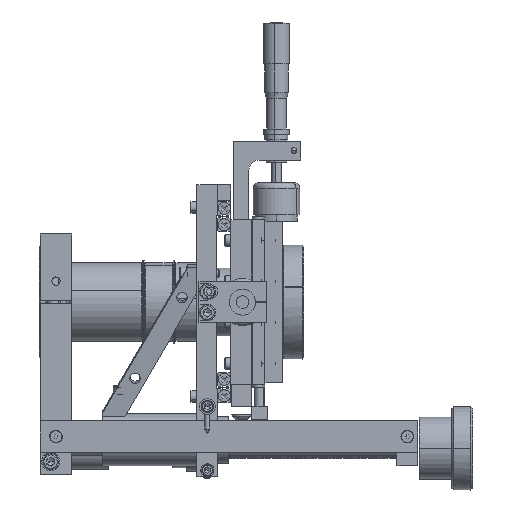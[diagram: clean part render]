
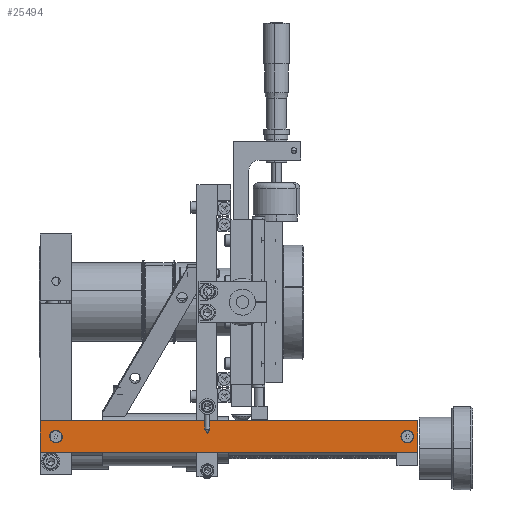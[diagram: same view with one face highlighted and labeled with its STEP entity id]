
A CAD part, left-side view. The second image highlights one B-rep face of the part: STEP entity #25494.
In plain terms, the highlighted planar face has unit normal (-1, 0, 0).
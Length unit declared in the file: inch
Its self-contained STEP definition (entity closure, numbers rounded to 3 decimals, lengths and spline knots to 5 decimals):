
#7973 = AXIS2_PLACEMENT_3D ( 'NONE', #34360, #34363, #34305 ) ;
#22046 = VERTEX_POINT ( 'NONE', #91149 ) ;
#22051 = VERTEX_POINT ( 'NONE', #91107 ) ;
#22066 = VERTEX_POINT ( 'NONE', #91109 ) ;
#22067 = VERTEX_POINT ( 'NONE', #91122 ) ;
#22070 = VERTEX_POINT ( 'NONE', #91115 ) ;
#22077 = VERTEX_POINT ( 'NONE', #91214 ) ;
#22091 = VERTEX_POINT ( 'NONE', #91193 ) ;
#22093 = VERTEX_POINT ( 'NONE', #91199 ) ;
#23727 = EDGE_CURVE ( 'NONE', #22091, #22070, #97839, .T. ) ;
#23764 = EDGE_CURVE ( 'NONE', #22051, #22077, #97914, .T. ) ;
#23768 = EDGE_CURVE ( 'NONE', #22046, #22067, #97906, .T. ) ;
#23776 = EDGE_CURVE ( 'NONE', #22067, #22046, #97928, .T. ) ;
#23784 = EDGE_CURVE ( 'NONE', #22077, #22051, #97955, .T. ) ;
#23785 = EDGE_CURVE ( 'NONE', #22093, #22066, #97905, .T. ) ;
#23821 = EDGE_CURVE ( 'NONE', #22066, #22091, #97946, .T. ) ;
#23824 = EDGE_CURVE ( 'NONE', #22070, #22093, #97954, .T. ) ;
#25494 = ADVANCED_FACE ( 'NONE', ( #33812, #33813, #33815 ), #34321, .F. ) ;
#32731 = ORIENTED_EDGE ( 'NONE', *, *, #23784, .F. ) ;
#32739 = ORIENTED_EDGE ( 'NONE', *, *, #23764, .F. ) ;
#32762 = ORIENTED_EDGE ( 'NONE', *, *, #23727, .T. ) ;
#32765 = ORIENTED_EDGE ( 'NONE', *, *, #23824, .T. ) ;
#32770 = ORIENTED_EDGE ( 'NONE', *, *, #23776, .F. ) ;
#32771 = ORIENTED_EDGE ( 'NONE', *, *, #23785, .T. ) ;
#32775 = ORIENTED_EDGE ( 'NONE', *, *, #23768, .F. ) ;
#32804 = ORIENTED_EDGE ( 'NONE', *, *, #23821, .T. ) ;
#33812 = FACE_BOUND ( 'NONE', #95176, .T. ) ;
#33813 = FACE_BOUND ( 'NONE', #95005, .T. ) ;
#33815 = FACE_OUTER_BOUND ( 'NONE', #95062, .T. ) ;
#34305 = DIRECTION ( 'NONE',  ( 0., 0., 1. ) ) ;
#34321 = PLANE ( 'NONE',  #7973 ) ;
#34360 = CARTESIAN_POINT ( 'NONE',  ( -2.125, -0.02, -3.595 ) ) ;
#34363 = DIRECTION ( 'NONE',  ( 1., 0., 0. ) ) ;
#91107 = CARTESIAN_POINT ( 'NONE',  ( -2.125, -0.395, -3.0805 ) ) ;
#91109 = CARTESIAN_POINT ( 'NONE',  ( -2.125, -9.06, -2.845 ) ) ;
#91115 = CARTESIAN_POINT ( 'NONE',  ( -2.125, -0.02, -3.595 ) ) ;
#91122 = CARTESIAN_POINT ( 'NONE',  ( -2.125, -8.81, -3.3595 ) ) ;
#91149 = CARTESIAN_POINT ( 'NONE',  ( -2.125, -8.81, -3.0805 ) ) ;
#91193 = CARTESIAN_POINT ( 'NONE',  ( -2.125, -0.02, -2.845 ) ) ;
#91199 = CARTESIAN_POINT ( 'NONE',  ( -2.125, -9.06, -3.595 ) ) ;
#91214 = CARTESIAN_POINT ( 'NONE',  ( -2.125, -0.395, -3.3595 ) ) ;
#94897 = AXIS2_PLACEMENT_3D ( 'NONE', #98704, #98705, #98742 ) ;
#94905 = AXIS2_PLACEMENT_3D ( 'NONE', #98778, #98766, #98759 ) ;
#94909 = AXIS2_PLACEMENT_3D ( 'NONE', #98730, #98771, #98773 ) ;
#94922 = AXIS2_PLACEMENT_3D ( 'NONE', #98645, #98660, #98650 ) ;
#95005 = EDGE_LOOP ( 'NONE', ( #32731, #32739 ) ) ;
#95062 = EDGE_LOOP ( 'NONE', ( #32765, #32771, #32804, #32762 ) ) ;
#95176 = EDGE_LOOP ( 'NONE', ( #32770, #32775 ) ) ;
#97839 = LINE ( 'NONE', #98579, #97868 ) ;
#97868 = VECTOR ( 'NONE', #98597, 39.37008 ) ;
#97905 = LINE ( 'NONE', #98777, #97930 ) ;
#97906 = CIRCLE ( 'NONE', #94897, 0.1395 ) ;
#97914 = CIRCLE ( 'NONE', #94922, 0.1395 ) ;
#97928 = CIRCLE ( 'NONE', #94909, 0.1395 ) ;
#97930 = VECTOR ( 'NONE', #98780, 39.37008 ) ;
#97946 = LINE ( 'NONE', #98933, #97976 ) ;
#97954 = LINE ( 'NONE', #98907, #97965 ) ;
#97955 = CIRCLE ( 'NONE', #94905, 0.1395 ) ;
#97965 = VECTOR ( 'NONE', #98909, 39.37008 ) ;
#97976 = VECTOR ( 'NONE', #98912, 39.37008 ) ;
#98579 = CARTESIAN_POINT ( 'NONE',  ( -2.125, -0.02, -3.595 ) ) ;
#98597 = DIRECTION ( 'NONE',  ( 0., 0., -1. ) ) ;
#98645 = CARTESIAN_POINT ( 'NONE',  ( -2.125, -0.395, -3.22 ) ) ;
#98650 = DIRECTION ( 'NONE',  ( 0., 0., -1. ) ) ;
#98660 = DIRECTION ( 'NONE',  ( -1., 0., 0. ) ) ;
#98704 = CARTESIAN_POINT ( 'NONE',  ( -2.125, -8.81, -3.22 ) ) ;
#98705 = DIRECTION ( 'NONE',  ( -1., 0., 0. ) ) ;
#98730 = CARTESIAN_POINT ( 'NONE',  ( -2.125, -8.81, -3.22 ) ) ;
#98742 = DIRECTION ( 'NONE',  ( 0., 0., -1. ) ) ;
#98759 = DIRECTION ( 'NONE',  ( 0., 0., -1. ) ) ;
#98766 = DIRECTION ( 'NONE',  ( -1., 0., 0. ) ) ;
#98771 = DIRECTION ( 'NONE',  ( -1., 0., 0. ) ) ;
#98773 = DIRECTION ( 'NONE',  ( 0., 0., -1. ) ) ;
#98777 = CARTESIAN_POINT ( 'NONE',  ( -2.125, -9.06, -3.595 ) ) ;
#98778 = CARTESIAN_POINT ( 'NONE',  ( -2.125, -0.395, -3.22 ) ) ;
#98780 = DIRECTION ( 'NONE',  ( 0., 0., 1. ) ) ;
#98907 = CARTESIAN_POINT ( 'NONE',  ( -2.125, -9.06, -3.595 ) ) ;
#98909 = DIRECTION ( 'NONE',  ( 0., -1., 0. ) ) ;
#98912 = DIRECTION ( 'NONE',  ( 0., 1., 0. ) ) ;
#98933 = CARTESIAN_POINT ( 'NONE',  ( -2.125, -9.06, -2.845 ) ) ;
